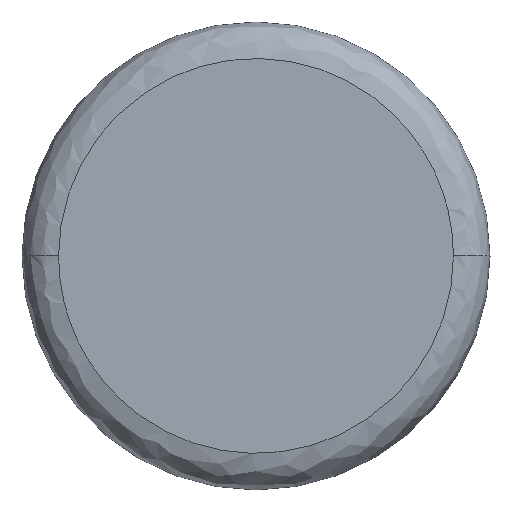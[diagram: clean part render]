
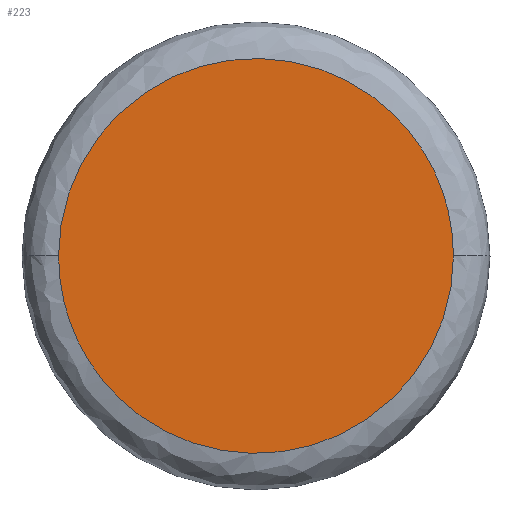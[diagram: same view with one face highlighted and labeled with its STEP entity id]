
A CAD part, top view. The second image highlights one B-rep face of the part: STEP entity #223.
In plain terms, the highlighted planar face has unit normal (0, 0, 1).
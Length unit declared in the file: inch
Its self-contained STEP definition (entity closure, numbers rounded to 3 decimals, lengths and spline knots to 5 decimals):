
#6 = EDGE_CURVE ( 'NONE', #187, #225, #20, .T. ) ;
#8 = CARTESIAN_POINT ( 'NONE',  ( 0.26575, 0., 0.09843 ) ) ;
#20 =( BOUNDED_CURVE ( )  B_SPLINE_CURVE ( 3, ( #126, #210, #167, #93 ),
 .UNSPECIFIED., .F., .F. ) 
 B_SPLINE_CURVE_WITH_KNOTS ( ( 4, 4 ),
 ( 0., 1. ),
 .UNSPECIFIED. ) 
 CURVE ( )  GEOMETRIC_REPRESENTATION_ITEM ( )  RATIONAL_B_SPLINE_CURVE ( ( 1., 0.333, 0.333, 1. ) ) 
 REPRESENTATION_ITEM ( '' )  );
#49 = CARTESIAN_POINT ( 'NONE',  ( 0., 0., 0.09843 ) ) ;
#64 = CARTESIAN_POINT ( 'NONE',  ( 0.26575, 0.5315, 0.09843 ) ) ;
#72 = FACE_OUTER_BOUND ( 'NONE', #212, .T. ) ;
#93 = CARTESIAN_POINT ( 'NONE',  ( -0.26575, 0., 0.09843 ) ) ;
#126 = CARTESIAN_POINT ( 'NONE',  ( 0.26575, 0., 0.09843 ) ) ;
#141 = DIRECTION ( 'NONE',  ( 1., 0., 0. ) ) ;
#143 = DIRECTION ( 'NONE',  ( 0., 0., 1. ) ) ;
#146 = EDGE_CURVE ( 'NONE', #225, #187, #160, .T. ) ;
#160 =( BOUNDED_CURVE ( )  B_SPLINE_CURVE ( 3, ( #176, #232, #64, #8 ),
 .UNSPECIFIED., .F., .F. ) 
 B_SPLINE_CURVE_WITH_KNOTS ( ( 4, 4 ),
 ( 0., 1. ),
 .UNSPECIFIED. ) 
 CURVE ( )  GEOMETRIC_REPRESENTATION_ITEM ( )  RATIONAL_B_SPLINE_CURVE ( ( 1., 0.333, 0.333, 1. ) ) 
 REPRESENTATION_ITEM ( '' )  );
#165 = ORIENTED_EDGE ( 'NONE', *, *, #6, .F. ) ;
#167 = CARTESIAN_POINT ( 'NONE',  ( -0.26575, -0.5315, 0.09843 ) ) ;
#176 = CARTESIAN_POINT ( 'NONE',  ( -0.26575, 0., 0.09843 ) ) ;
#186 = AXIS2_PLACEMENT_3D ( 'NONE', #49, #143, #141 ) ;
#187 = VERTEX_POINT ( 'NONE', #217 ) ;
#195 = PLANE ( 'NONE',  #186 ) ;
#201 = ORIENTED_EDGE ( 'NONE', *, *, #146, .F. ) ;
#210 = CARTESIAN_POINT ( 'NONE',  ( 0.26575, -0.5315, 0.09843 ) ) ;
#212 = EDGE_LOOP ( 'NONE', ( #201, #165 ) ) ;
#217 = CARTESIAN_POINT ( 'NONE',  ( 0.26575, 0., 0.09843 ) ) ;
#219 = CARTESIAN_POINT ( 'NONE',  ( -0.26575, 0., 0.09843 ) ) ;
#223 = ADVANCED_FACE ( 'NONE', ( #72 ), #195, .T. ) ;
#225 = VERTEX_POINT ( 'NONE', #219 ) ;
#232 = CARTESIAN_POINT ( 'NONE',  ( -0.26575, 0.5315, 0.09843 ) ) ;
